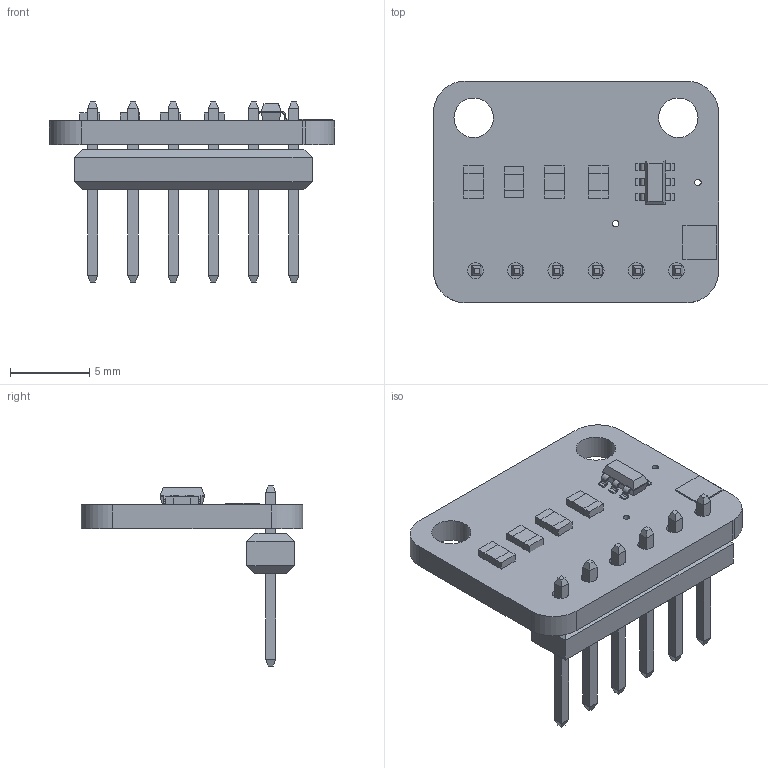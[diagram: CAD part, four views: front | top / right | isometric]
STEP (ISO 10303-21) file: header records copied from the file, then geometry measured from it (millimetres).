
FILE_DESCRIPTION(/* description */ (''),/* implementation_level */ '2;1');
FILE_NAME(/* name */ 'Adafruit MCP4725.step',/* time_stamp */ '2020-12-06T08:19:59+07:00',/* author */ (''),/* organization */ (''),/* preprocessor_version */ 'ST-DEVELOPER v18.1',/* originating_system */ 'Autodesk Translation Framework v9.3.0.1241',/* authorisation */ '');
FILE_SCHEMA (('AUTOMOTIVE_DESIGN { 1 0 10303 214 3 1 1 }'));
Length unit declared in the file: millimetre
Products named in the file (16): Adafruit MCP4725; Board; Packages; 0805; 0805 (1); Ferrite; Contact; 0805 (2); 0805 (3); ADAFRUIT_2.5MM; SOT23-6; FIDUCIAL_1MM; FIDUCIAL_1MM (1); MOUNTINGHOLE_2.5_PLATED; MOUNTINGHOLE_2.5_PLATED (1); 1X06_ROUND_70
Assembly tree (16 placements, depth 4):
  Adafruit MCP4725
    Board
    Packages
      0805
      0805 (1)
        Ferrite
        Contact  x2
      0805 (2)
      0805 (3)
      ADAFRUIT_2.5MM
      SOT23-6
      FIDUCIAL_1MM
      FIDUCIAL_1MM (1)
      MOUNTINGHOLE_2.5_PLATED
      MOUNTINGHOLE_2.5_PLATED (1)
      1X06_ROUND_70
Bounding box: 18 x 14 x 11.38 mm (x, y, z)
Volume: 487.2 mm3; surface area: 973.9 mm2
Topology: 10 solids, 10 shells, 309 faces, 755 edges, 478 vertices
Faces by surface type: plane 271, cylinder 38
Full cylindrical faces by diameter (mm): 0.4 x2, 1 x6, 2.5 x2
Entity records: 9547 total; most frequent: CARTESIAN_POINT 1549, DIRECTION 1491, ORIENTED_EDGE 1486, EDGE_CURVE 743, LINE 667, VECTOR 667, VERTEX_POINT 470, AXIS2_PLACEMENT_3D 412
